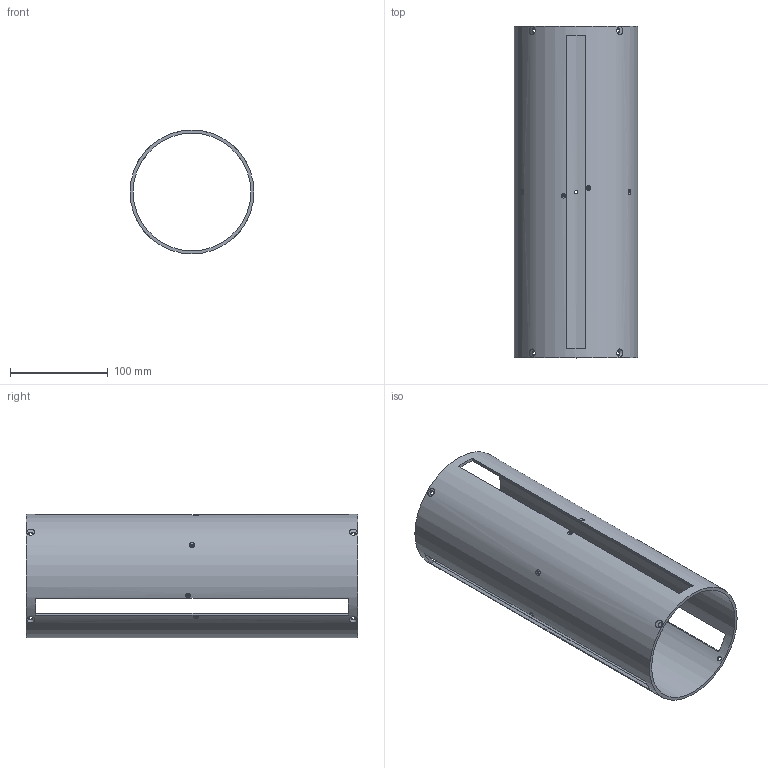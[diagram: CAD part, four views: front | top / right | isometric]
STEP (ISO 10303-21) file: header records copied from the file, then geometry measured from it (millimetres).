
FILE_DESCRIPTION(/* description */ (''),/* implementation_level */ '2;1');
FILE_NAME(/* name */ 'can_all_holes.stp',/* time_stamp */ '2020-09-14T16:29:33-05:00',/* author */ ('dsouthall'),/* organization */ (''),/* preprocessor_version */ 'ST-DEVELOPER v18.1',/* originating_system */ 'Autodesk Inventor 2021',/* authorisation */ '');
FILE_SCHEMA (('AUTOMOTIVE_DESIGN { 1 0 10303 214 3 1 1 }'));
Length unit declared in the file: inch
Products named in the file (1): can
Bounding box: 127 x 340 x 127 mm (x, y, z)
Volume: 357747.1 mm3; surface area: 235098.5 mm2
Topology: 1 solids, 1 shells, 50 faces, 180 edges, 132 vertices
Faces by surface type: cylinder 19, cone 17, plane 14
Full cylindrical faces by diameter (mm): 2.438 x6, 3.277 x3, 4.496 x8, 120.65 x1, 127 x1
Entity records: 3148 total; most frequent: CARTESIAN_POINT 1536, ORIENTED_EDGE 360, DIRECTION 266, EDGE_CURVE 180, VERTEX_POINT 132, AXIS2_PLACEMENT_3D 103, EDGE_LOOP 92, B_SPLINE_CURVE_WITH_KNOTS 68
